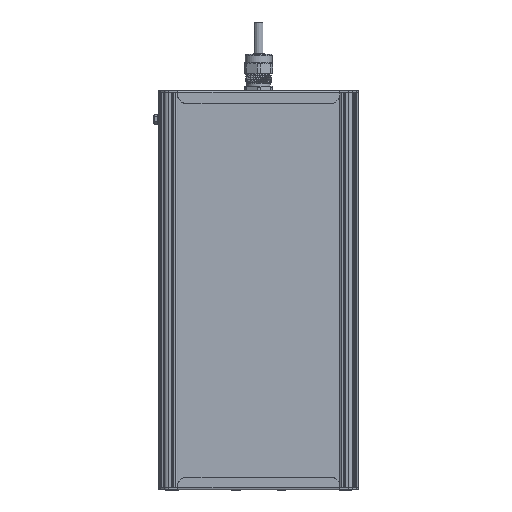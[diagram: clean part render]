
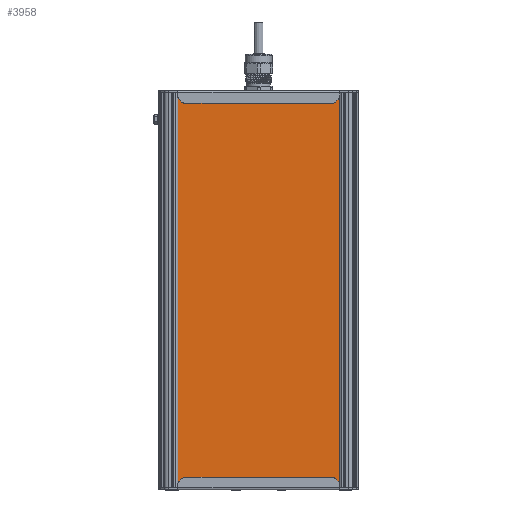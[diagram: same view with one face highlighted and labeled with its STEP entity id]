
A CAD part, front view. The second image highlights one B-rep face of the part: STEP entity #3958.
In plain terms, the highlighted face is planar.
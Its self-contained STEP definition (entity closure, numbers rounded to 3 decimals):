
#3958=ADVANCED_FACE('',(#8162),#8164,.T.);
#8162=FACE_BOUND('',#8163,.T.);
#8163=EDGE_LOOP('',(#37382,#37383,#37384,#37385));
#8164=PLANE('',#8165);
#8165=AXIS2_PLACEMENT_3D('',#8166,#8167,#8168);
#8166=CARTESIAN_POINT('',(2111.497,401.002,-34.582));
#8167=DIRECTION('',(0.,0.,-1.));
#8168=DIRECTION('',(0.,1.,0.));
#37382=ORIENTED_EDGE('',*,*,#43512,.F.);
#37383=ORIENTED_EDGE('',*,*,#43520,.F.);
#37384=ORIENTED_EDGE('',*,*,#43517,.T.);
#37385=ORIENTED_EDGE('',*,*,#43521,.F.);
#43512=EDGE_CURVE('',#48020,#48022,#48023,.T.);
#43517=EDGE_CURVE('',#48030,#48031,#48032,.T.);
#43520=EDGE_CURVE('',#48030,#48020,#48035,.T.);
#43521=EDGE_CURVE('',#48022,#48031,#48036,.T.);
#48020=VERTEX_POINT('',#57442);
#48022=VERTEX_POINT('',#57446);
#48023=LINE('',#57447,#57448);
#48030=VERTEX_POINT('',#57464);
#48031=VERTEX_POINT('',#57465);
#48032=LINE('',#57466,#57467);
#48035=LINE('',#57475,#57476);
#48036=LINE('',#57478,#57479);
#57442=CARTESIAN_POINT('',(2111.497,401.002,-34.582));
#57446=CARTESIAN_POINT('',(2482.497,401.002,-34.582));
#57447=CARTESIAN_POINT('',(2111.497,401.002,-34.582));
#57448=VECTOR('',#57449,1.);
#57449=DIRECTION('',(1.,0.,0.));
#57464=CARTESIAN_POINT('',(2111.497,565.13,-34.582));
#57465=CARTESIAN_POINT('',(2482.497,565.13,-34.582));
#57466=CARTESIAN_POINT('',(2111.497,565.13,-34.582));
#57467=VECTOR('',#57468,1.);
#57468=DIRECTION('',(1.,0.,0.));
#57475=CARTESIAN_POINT('',(2111.497,565.13,-34.582));
#57476=VECTOR('',#57477,1.);
#57477=DIRECTION('',(0.,-1.,0.));
#57478=CARTESIAN_POINT('',(2482.497,401.002,-34.582));
#57479=VECTOR('',#57480,1.);
#57480=DIRECTION('',(0.,1.,0.));
